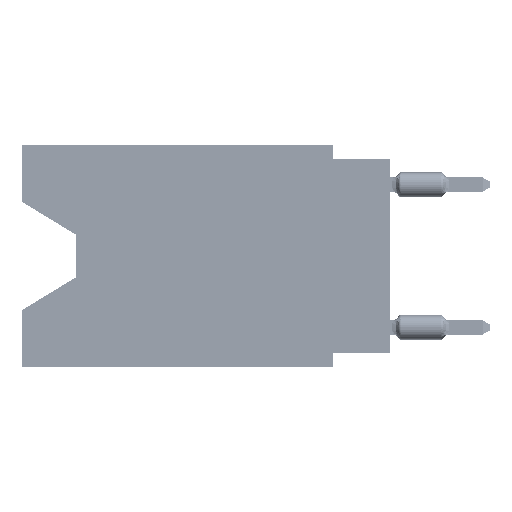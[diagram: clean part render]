
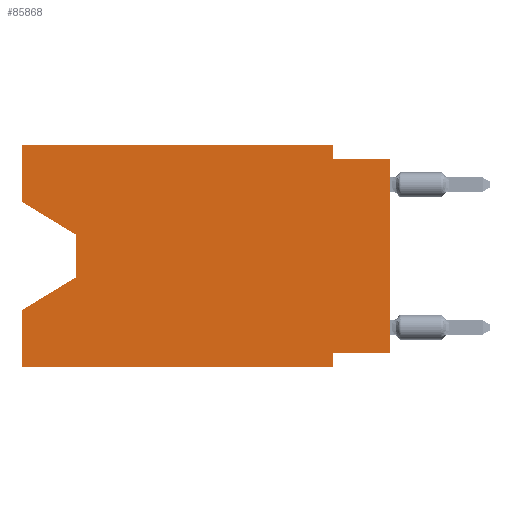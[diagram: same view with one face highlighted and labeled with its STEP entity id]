
A CAD part, left-side view. The second image highlights one B-rep face of the part: STEP entity #85868.
In plain terms, the highlighted planar face has unit normal (-1, 0, 0).
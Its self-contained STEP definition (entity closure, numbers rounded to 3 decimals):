
#856 = LINE ( 'NONE', #41459, #19937 ) ;
#3596 = DIRECTION ( 'NONE',  ( 0., 0., -1. ) ) ;
#5763 = VECTOR ( 'NONE', #69516, 1000. ) ;
#6543 = CARTESIAN_POINT ( 'NONE',  ( 0., 2.54, -9.906 ) ) ;
#7568 = EDGE_CURVE ( 'NONE', #48487, #70456, #37665, .T. ) ;
#7903 = LINE ( 'NONE', #35249, #85673 ) ;
#8675 = DIRECTION ( 'NONE',  ( 0., 0., -1. ) ) ;
#8995 = CARTESIAN_POINT ( 'NONE',  ( 0., 0., -0.635 ) ) ;
#10570 = ORIENTED_EDGE ( 'NONE', *, *, #39621, .F. ) ;
#10757 = VERTEX_POINT ( 'NONE', #52904 ) ;
#10904 = EDGE_CURVE ( 'NONE', #60439, #31462, #47154, .T. ) ;
#11282 = VECTOR ( 'NONE', #3596, 1000. ) ;
#13368 = CARTESIAN_POINT ( 'NONE',  ( 0., 16.383, -2.546 ) ) ;
#15375 = DIRECTION ( 'NONE',  ( 0., 0.855, -0.519 ) ) ;
#15419 = EDGE_CURVE ( 'NONE', #70456, #45864, #26425, .T. ) ;
#16398 = LINE ( 'NONE', #76023, #58154 ) ;
#16829 = CARTESIAN_POINT ( 'NONE',  ( 0., 2.54, 0. ) ) ;
#18567 = VECTOR ( 'NONE', #70371, 1000. ) ;
#19421 = EDGE_CURVE ( 'NONE', #78747, #58075, #33469, .T. ) ;
#19937 = VECTOR ( 'NONE', #34825, 1000. ) ;
#20444 = LINE ( 'NONE', #46953, #85272 ) ;
#20605 = FACE_OUTER_BOUND ( 'NONE', #39775, .T. ) ;
#20686 = DIRECTION ( 'NONE',  ( 0., -1., 0. ) ) ;
#20714 = VERTEX_POINT ( 'NONE', #45979 ) ;
#21925 = LINE ( 'NONE', #28558, #71869 ) ;
#25118 = ORIENTED_EDGE ( 'NONE', *, *, #15419, .F. ) ;
#25257 = VECTOR ( 'NONE', #20686, 1000. ) ;
#25350 = EDGE_CURVE ( 'NONE', #20714, #58075, #21925, .T. ) ;
#26425 = LINE ( 'NONE', #48503, #25257 ) ;
#28121 = EDGE_CURVE ( 'NONE', #48487, #10757, #74388, .T. ) ;
#28558 = CARTESIAN_POINT ( 'NONE',  ( 0., 0., 0. ) ) ;
#31462 = VERTEX_POINT ( 'NONE', #77295 ) ;
#31913 = CARTESIAN_POINT ( 'NONE',  ( 0., 16.383, -7.36 ) ) ;
#31941 = CARTESIAN_POINT ( 'NONE',  ( 0., 13.97, -5.893 ) ) ;
#33469 = LINE ( 'NONE', #80291, #60952 ) ;
#33799 = ORIENTED_EDGE ( 'NONE', *, *, #28121, .T. ) ;
#34785 = ORIENTED_EDGE ( 'NONE', *, *, #19421, .F. ) ;
#34825 = DIRECTION ( 'NONE',  ( 0., 0., 1. ) ) ;
#35196 = DIRECTION ( 'NONE',  ( 0., 0., -1. ) ) ;
#35249 = CARTESIAN_POINT ( 'NONE',  ( 0., 13.97, -5.893 ) ) ;
#37044 = ORIENTED_EDGE ( 'NONE', *, *, #81682, .F. ) ;
#37201 = CARTESIAN_POINT ( 'NONE',  ( 0., 2.54, -0.635 ) ) ;
#37665 = LINE ( 'NONE', #43433, #18567 ) ;
#37947 = EDGE_CURVE ( 'NONE', #10757, #73796, #44385, .T. ) ;
#38983 = CARTESIAN_POINT ( 'NONE',  ( 0., 2.54, 0. ) ) ;
#39107 = ORIENTED_EDGE ( 'NONE', *, *, #10904, .F. ) ;
#39621 = EDGE_CURVE ( 'NONE', #61488, #40674, #856, .T. ) ;
#39686 = AXIS2_PLACEMENT_3D ( 'NONE', #59901, #60768, #53718 ) ;
#39775 = EDGE_LOOP ( 'NONE', ( #33799, #66392, #58499, #10570, #58590, #39107, #41469, #82812, #34785, #37044, #25118, #53542 ) ) ;
#40523 = DIRECTION ( 'NONE',  ( 0., -1., 0. ) ) ;
#40674 = VERTEX_POINT ( 'NONE', #31913 ) ;
#40735 = DIRECTION ( 'NONE',  ( 0., 1., 0. ) ) ;
#41459 = CARTESIAN_POINT ( 'NONE',  ( 0., 16.383, 0. ) ) ;
#41469 = ORIENTED_EDGE ( 'NONE', *, *, #75961, .F. ) ;
#42579 = CARTESIAN_POINT ( 'NONE',  ( 0., 16.383, -2.546 ) ) ;
#43327 = DIRECTION ( 'NONE',  ( 0., -1., 0. ) ) ;
#43433 = CARTESIAN_POINT ( 'NONE',  ( 0., 16.383, 0. ) ) ;
#44385 = LINE ( 'NONE', #84555, #47581 ) ;
#45864 = VERTEX_POINT ( 'NONE', #38983 ) ;
#45979 = CARTESIAN_POINT ( 'NONE',  ( 0., 0., -9.271 ) ) ;
#46953 = CARTESIAN_POINT ( 'NONE',  ( 0., 0., -9.271 ) ) ;
#47154 = LINE ( 'NONE', #6543, #59914 ) ;
#47581 = VECTOR ( 'NONE', #8675, 1000. ) ;
#48487 = VERTEX_POINT ( 'NONE', #13368 ) ;
#48503 = CARTESIAN_POINT ( 'NONE',  ( 0., 16.383, 0. ) ) ;
#50392 = LINE ( 'NONE', #16829, #11282 ) ;
#51823 = EDGE_CURVE ( 'NONE', #73796, #40674, #7903, .T. ) ;
#52904 = CARTESIAN_POINT ( 'NONE',  ( 0., 13.97, -4.013 ) ) ;
#53542 = ORIENTED_EDGE ( 'NONE', *, *, #7568, .F. ) ;
#53718 = DIRECTION ( 'NONE',  ( 0., 0., -1. ) ) ;
#53848 = EDGE_CURVE ( 'NONE', #61488, #31462, #16398, .T. ) ;
#55638 = CARTESIAN_POINT ( 'NONE',  ( 0., 16.383, 0. ) ) ;
#58075 = VERTEX_POINT ( 'NONE', #8995 ) ;
#58154 = VECTOR ( 'NONE', #43327, 1000. ) ;
#58499 = ORIENTED_EDGE ( 'NONE', *, *, #51823, .T. ) ;
#58590 = ORIENTED_EDGE ( 'NONE', *, *, #53848, .T. ) ;
#59471 = PLANE ( 'NONE',  #39686 ) ;
#59901 = CARTESIAN_POINT ( 'NONE',  ( 0., 16.383, 0. ) ) ;
#59914 = VECTOR ( 'NONE', #35196, 1000. ) ;
#60439 = VERTEX_POINT ( 'NONE', #83321 ) ;
#60768 = DIRECTION ( 'NONE',  ( 1., 0., 0. ) ) ;
#60952 = VECTOR ( 'NONE', #40523, 1000. ) ;
#61488 = VERTEX_POINT ( 'NONE', #72034 ) ;
#66392 = ORIENTED_EDGE ( 'NONE', *, *, #37947, .T. ) ;
#69179 = DIRECTION ( 'NONE',  ( 0., 0., 1. ) ) ;
#69516 = DIRECTION ( 'NONE',  ( 0., -0.855, -0.519 ) ) ;
#70371 = DIRECTION ( 'NONE',  ( 0., 0., 1. ) ) ;
#70456 = VERTEX_POINT ( 'NONE', #55638 ) ;
#71869 = VECTOR ( 'NONE', #69179, 1000. ) ;
#72034 = CARTESIAN_POINT ( 'NONE',  ( 0., 16.383, -9.906 ) ) ;
#73796 = VERTEX_POINT ( 'NONE', #31941 ) ;
#74388 = LINE ( 'NONE', #42579, #5763 ) ;
#75961 = EDGE_CURVE ( 'NONE', #20714, #60439, #20444, .T. ) ;
#76023 = CARTESIAN_POINT ( 'NONE',  ( 0., 16.383, -9.906 ) ) ;
#77295 = CARTESIAN_POINT ( 'NONE',  ( 0., 2.54, -9.906 ) ) ;
#78747 = VERTEX_POINT ( 'NONE', #37201 ) ;
#80291 = CARTESIAN_POINT ( 'NONE',  ( 0., 0., -0.635 ) ) ;
#81682 = EDGE_CURVE ( 'NONE', #45864, #78747, #50392, .T. ) ;
#82812 = ORIENTED_EDGE ( 'NONE', *, *, #25350, .T. ) ;
#83321 = CARTESIAN_POINT ( 'NONE',  ( 0., 2.54, -9.271 ) ) ;
#84555 = CARTESIAN_POINT ( 'NONE',  ( 0., 13.97, -4.013 ) ) ;
#85272 = VECTOR ( 'NONE', #40735, 1000. ) ;
#85673 = VECTOR ( 'NONE', #15375, 1000. ) ;
#85868 = ADVANCED_FACE ( 'NONE', ( #20605 ), #59471, .F. ) ;
